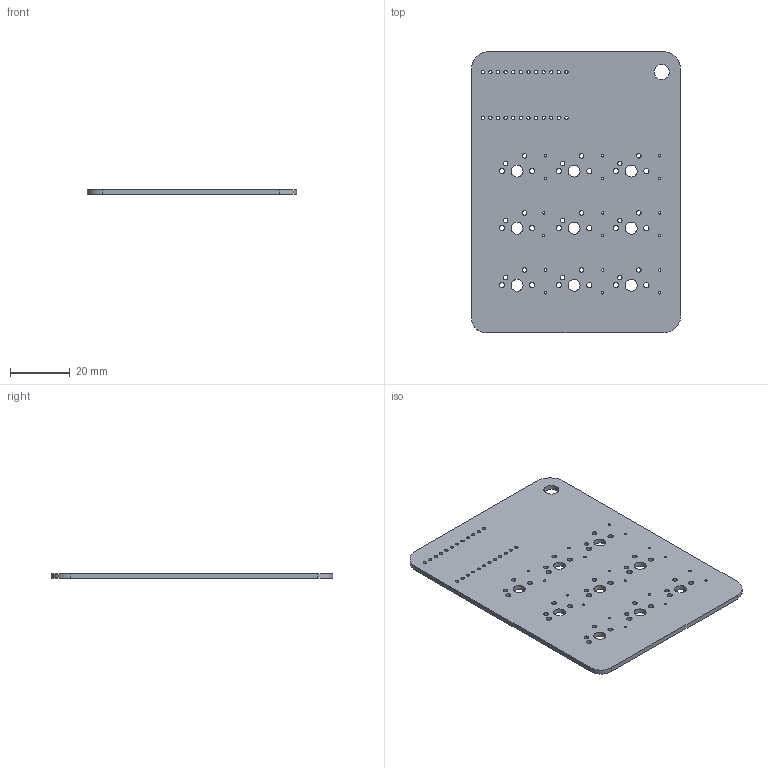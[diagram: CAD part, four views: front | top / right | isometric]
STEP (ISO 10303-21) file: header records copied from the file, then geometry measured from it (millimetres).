
FILE_DESCRIPTION(('KiCad electronic assembly'),'2;1');
FILE_NAME('ysws by viperkeebs.step','2024-09-18T21:09:07',('Pcbnew'),( 'Kicad'),'Open CASCADE STEP processor 7.8','KiCad to STEP converter' ,'Unknown');
FILE_SCHEMA(('AUTOMOTIVE_DESIGN { 1 0 10303 214 1 1 1 1 }'));
Length unit declared in the file: millimetre
Products named in the file (2): ysws by viperkeebs 1; _autosave-ysws by viperkeebs_PCB
Assembly tree (1 placements, depth 2):
  ysws by viperkeebs 1
    _autosave-ysws by viperkeebs_PCB
Bounding box: 69.85 x 93.98 x 1.6 mm (x, y, z)
Volume: 10071.4 mm3; surface area: 13802.1 mm2
Topology: 1 solids, 1 shells, 98 faces, 288 edges, 192 vertices
Faces by surface type: cylinder 92, plane 6
Full cylindrical faces by diameter (mm): 0.8 x18, 1.092 x24, 1.5 x18, 1.75 x18, 4 x9, 5.08 x1
Entity records: 3765 total; most frequent: DIRECTION 672, CARTESIAN_POINT 580, ORIENTED_EDGE 576, EDGE_CURVE 288, AXIS2_PLACEMENT_3D 284, FACE_BOUND 274, EDGE_LOOP 274, VERTEX_POINT 192
